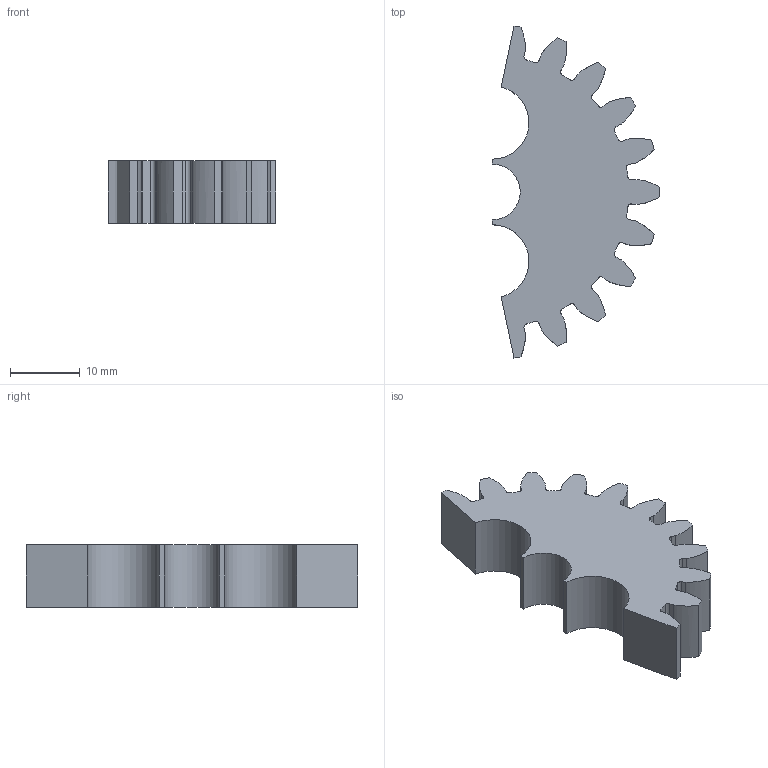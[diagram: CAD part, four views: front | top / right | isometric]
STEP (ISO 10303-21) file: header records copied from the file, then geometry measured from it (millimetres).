
FILE_DESCRIPTION(/* description */ (''),/* implementation_level */ '2;1');
FILE_NAME(/* name */ 'M2BaseGear.step',/* time_stamp */ '2021-10-12T15:20:51-05:00',/* author */ (''),/* organization */ (''),/* preprocessor_version */ 'ST-DEVELOPER v18.1',/* originating_system */ 'Autodesk Translation Framework v10.10.0.1391',/* authorisation */ '');
FILE_SCHEMA (('AUTOMOTIVE_DESIGN { 1 0 10303 214 3 1 1 }'));
Length unit declared in the file: millimetre
Products named in the file (1): M2BaseGear
Bounding box: 24 x 47.6 x 9 mm (x, y, z)
Volume: 5492.5 mm3; surface area: 2925.1 mm2
Topology: 1 solids, 1 shells, 90 faces, 264 edges, 176 vertices
Faces by surface type: cylinder 44, plane 26, bspline 20
Entity records: 8849 total; most frequent: CARTESIAN_POINT 6471, ORIENTED_EDGE 528, DIRECTION 454, EDGE_CURVE 264, VERTEX_POINT 176, AXIS2_PLACEMENT_3D 159, LINE 136, VECTOR 136
